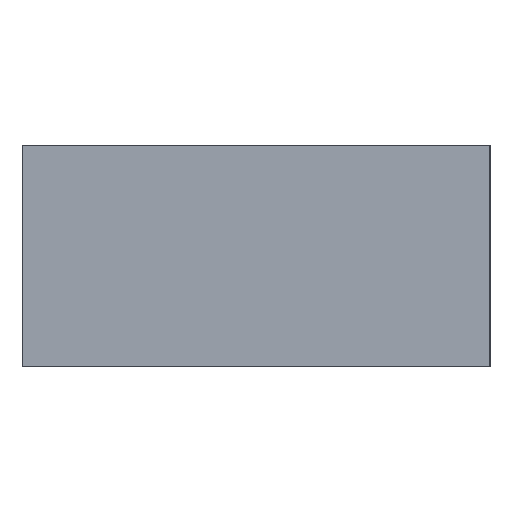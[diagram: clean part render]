
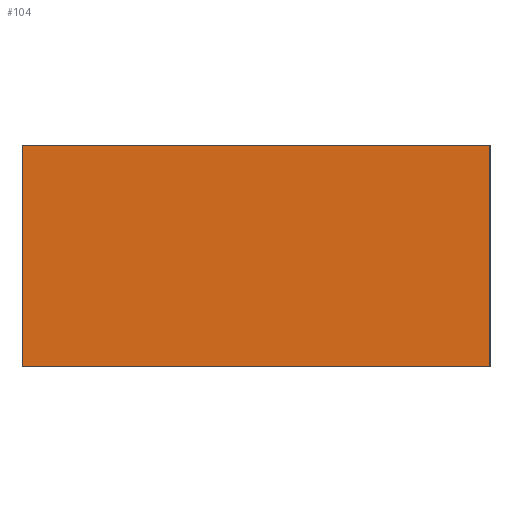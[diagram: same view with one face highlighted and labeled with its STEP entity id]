
A CAD part, left-side view. The second image highlights one B-rep face of the part: STEP entity #104.
In plain terms, the highlighted planar face has unit normal (-1, 0, 0).
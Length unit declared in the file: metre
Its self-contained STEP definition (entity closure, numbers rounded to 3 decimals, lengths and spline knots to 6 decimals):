
#90 = EDGE_CURVE( '', #225, #226, #227, .T. );
#104 = ADVANCED_FACE( '', ( #249 ), #250, .F. );
#118 = EDGE_CURVE( '', #225, #272, #273, .T. );
#168 = EDGE_CURVE( '', #272, #316, #339, .T. );
#170 = EDGE_CURVE( '', #226, #316, #341, .T. );
#225 = VERTEX_POINT( '', #395 );
#226 = VERTEX_POINT( '', #396 );
#227 = LINE( '', #397, #398 );
#249 = FACE_OUTER_BOUND( '', #424, .T. );
#250 = PLANE( '', #425 );
#272 = VERTEX_POINT( '', #454 );
#273 = LINE( '', #455, #456 );
#316 = VERTEX_POINT( '', #524 );
#339 = LINE( '', #559, #560 );
#341 = LINE( '', #563, #564 );
#395 = CARTESIAN_POINT( '', ( -0.0018, -0.00095, 0. ) );
#396 = CARTESIAN_POINT( '', ( -0.0018, 0.00095, 0. ) );
#397 = CARTESIAN_POINT( '', ( -0.0018, -0.00095, 0. ) );
#398 = VECTOR( '', #611, 1. );
#424 = EDGE_LOOP( '', ( #647, #648, #649, #650 ) );
#425 = AXIS2_PLACEMENT_3D( '', #651, #652, #653 );
#454 = CARTESIAN_POINT( '', ( -0.0018, -0.00095, 0.0009 ) );
#455 = CARTESIAN_POINT( '', ( -0.0018, -0.00095, 0. ) );
#456 = VECTOR( '', #681, 1. );
#524 = CARTESIAN_POINT( '', ( -0.0018, 0.00095, 0.0009 ) );
#559 = CARTESIAN_POINT( '', ( -0.0018, -0.00095, 0.0009 ) );
#560 = VECTOR( '', #748, 1. );
#563 = CARTESIAN_POINT( '', ( -0.0018, 0.00095, 0. ) );
#564 = VECTOR( '', #749, 1. );
#611 = DIRECTION( '', ( 0., 1., 0. ) );
#647 = ORIENTED_EDGE( '', *, *, #168, .T. );
#648 = ORIENTED_EDGE( '', *, *, #170, .F. );
#649 = ORIENTED_EDGE( '', *, *, #90, .F. );
#650 = ORIENTED_EDGE( '', *, *, #118, .T. );
#651 = CARTESIAN_POINT( '', ( -0.0018, -0.00095, 0. ) );
#652 = DIRECTION( '', ( 1., 0., 0. ) );
#653 = DIRECTION( '', ( 0., 1., 0. ) );
#681 = DIRECTION( '', ( 0., 0., 1. ) );
#748 = DIRECTION( '', ( 0., 1., 0. ) );
#749 = DIRECTION( '', ( 0., 0., 1. ) );
